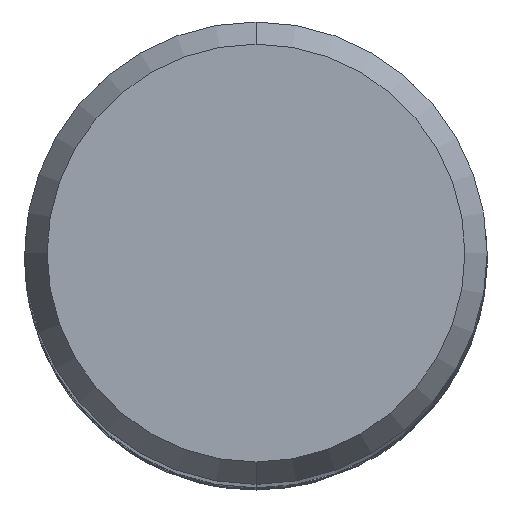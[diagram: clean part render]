
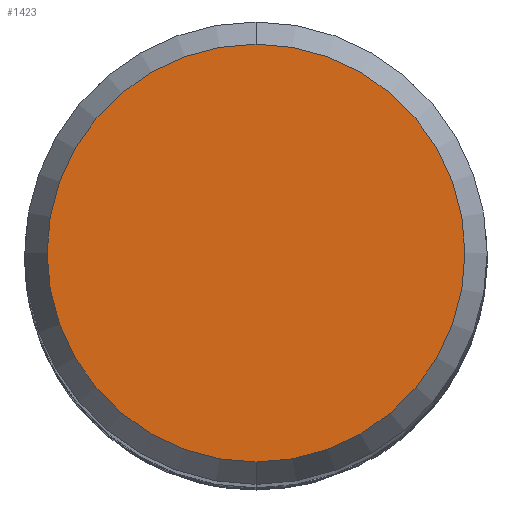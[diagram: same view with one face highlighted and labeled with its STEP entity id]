
A CAD part, top view. The second image highlights one B-rep face of the part: STEP entity #1423.
In plain terms, the highlighted planar face has unit normal (0, 0, 1).
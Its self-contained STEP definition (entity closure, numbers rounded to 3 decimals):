
#805=EDGE_CURVE('',#1273,#1053,#1818,.T.);
#1053=VERTEX_POINT('',#2089);
#1085=EDGE_CURVE('',#1053,#1273,#2122,.T.);
#1273=VERTEX_POINT('',#2329);
#1423=ADVANCED_FACE('',(#2492),#2493,.T.);
#1818=CIRCLE('',#8373,5.423);
#2089=CARTESIAN_POINT('',(0.,-5.423,0.0));
#2122=CIRCLE('',#13536,5.423);
#2329=CARTESIAN_POINT('',(0.0,5.423,0.0));
#2492=FACE_OUTER_BOUND('',#18490,.T.);
#2493=PLANE('',#18491);
#8373=AXIS2_PLACEMENT_3D('',#18973,#18974,#18975);
#13536=AXIS2_PLACEMENT_3D('',#19294,#19295,#19296);
#18490=EDGE_LOOP('',(#19668,#19669));
#18491=AXIS2_PLACEMENT_3D('',#19670,#19671,#19672);
#18973=CARTESIAN_POINT('',(0.0,0.0,0.0));
#18974=DIRECTION('',(0.0,0.0,-1.0));
#18975=DIRECTION('',(0.0,1.0,0.0));
#19294=CARTESIAN_POINT('',(0.0,0.0,0.0));
#19295=DIRECTION('',(0.0,0.0,-1.0));
#19296=DIRECTION('',(0.0,1.0,0.0));
#19668=ORIENTED_EDGE('',*,*,#805,.F.);
#19669=ORIENTED_EDGE('',*,*,#1085,.F.);
#19670=CARTESIAN_POINT('',(0.0,2.711,0.0));
#19671=DIRECTION('',(-0.0,0.0,1.0));
#19672=DIRECTION('',(0.0,-1.0,0.0));
